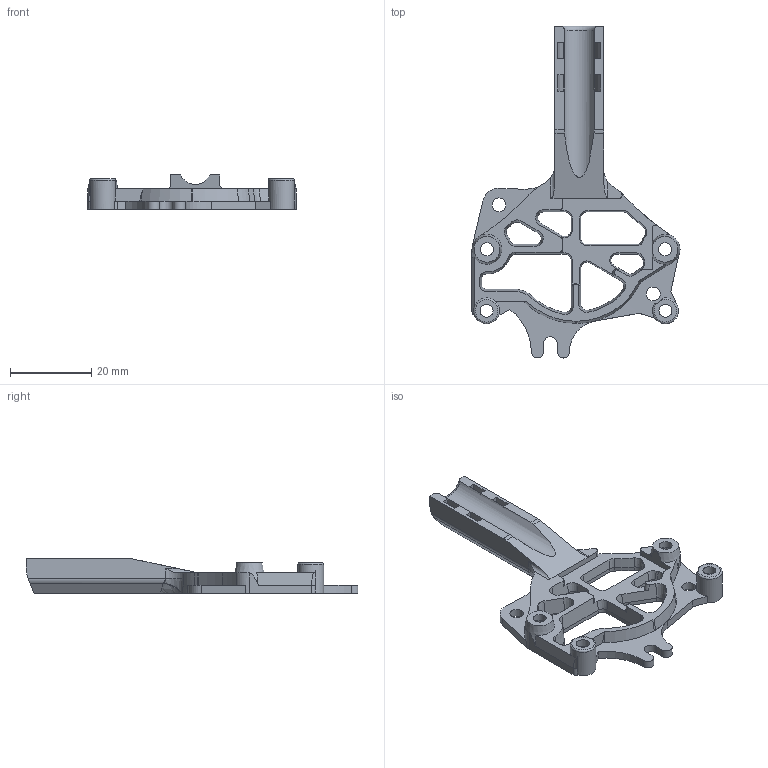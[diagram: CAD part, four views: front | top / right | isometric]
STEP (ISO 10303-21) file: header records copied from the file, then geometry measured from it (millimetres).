
FILE_DESCRIPTION(/* description */ (''),/* implementation_level */ '2;1');
FILE_NAME(/* name */ 'NH36 mount standalone v1.step',/* time_stamp */ '2024-10-31T09:55:54+01:00',/* author */ (''),/* organization */ (''),/* preprocessor_version */ 'ST-DEVELOPER v20',/* originating_system */ 'Autodesk Translation Framework v13.20.0.188',/* authorisation */ '');
FILE_SCHEMA (('AUTOMOTIVE_DESIGN { 1 0 10303 214 3 1 1 }'));
Length unit declared in the file: millimetre
Products named in the file (2): NH36 mount standalone; NH36 mount
Assembly tree (1 placements, depth 2):
  NH36 mount standalone
    NH36 mount
Bounding box: 51.18 x 81.66 x 8.5 mm (x, y, z)
Volume: 6788.4 mm3; surface area: 6273.4 mm2
Topology: 1 solids, 1 shells, 274 faces, 752 edges, 472 vertices
Faces by surface type: plane 121, cylinder 97, cone 45, bspline 8, torus 3
Full cylindrical faces by diameter (mm): 3.2 x4, 3.4 x2, 4.7 x4, 6.337 x1
Entity records: 9165 total; most frequent: CARTESIAN_POINT 1963, DIRECTION 1540, ORIENTED_EDGE 1504, EDGE_CURVE 752, AXIS2_PLACEMENT_3D 553, VERTEX_POINT 472, LINE 434, VECTOR 434
